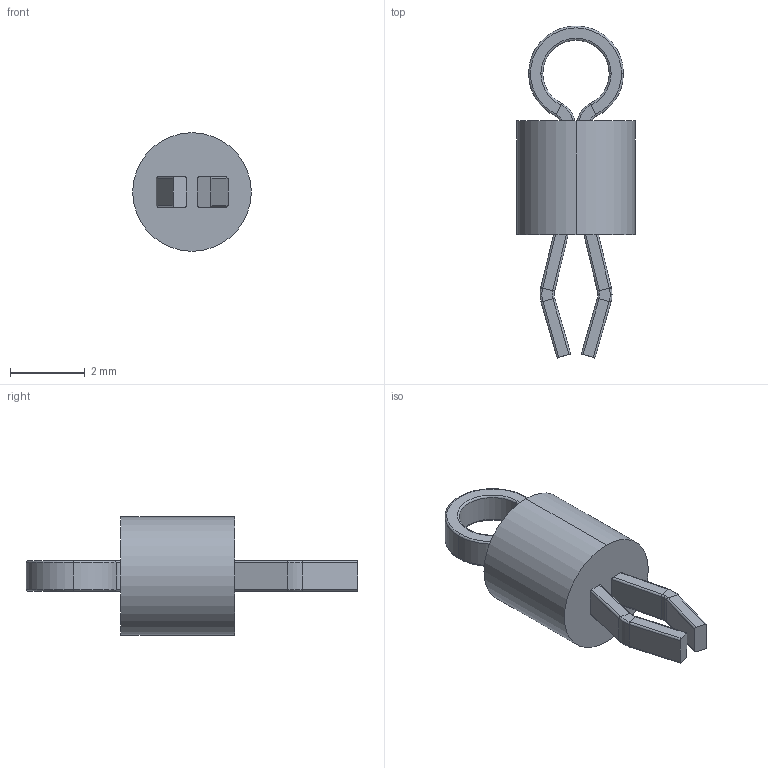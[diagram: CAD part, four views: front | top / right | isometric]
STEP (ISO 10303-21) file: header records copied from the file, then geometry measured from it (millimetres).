
FILE_DESCRIPTION(('CAx-IF Rec.Pracs.---Model Styling and Organization---1.5---2016-08-15','CAx-IF Rec.Pracs.---Geometric and Assembly Validation Properties---4.4---2016-08-17','CAx-IF Rec.Pracs.---User Defined Attributes---1.5---2016-08-15','CAx-IF Rec.Pracs.---External References---2.1---2005-01-19'),'2;1');
FILE_NAME('286326.step','2025-05-07T18:37:34',('Unspecified'),('Unspecified'),'CAD Exchanger 3.10.2 (cadexchanger.com)','Unspecified','');
FILE_SCHEMA(('AUTOMOTIVE_DESIGN { 1 0 10303 214 1 1 1 1 }'));
Length unit declared in the file: millimetre
Products named in the file (1): 5007
Bounding box: 3.17 x 8.89 x 3.17 mm (x, y, z)
Volume: 28.2 mm3; surface area: 78.7 mm2
Topology: 4 solids, 4 shells, 100 faces, 216 edges, 124 vertices
Faces by surface type: cylinder 34, plane 34, torus 32
Entity records: 2845 total; most frequent: CARTESIAN_POINT 600, DIRECTION 514, ORIENTED_EDGE 432, EDGE_CURVE 216, AXIS2_PLACEMENT_3D 213, VERTEX_POINT 124, CIRCLE 112, ADVANCED_FACE 100
